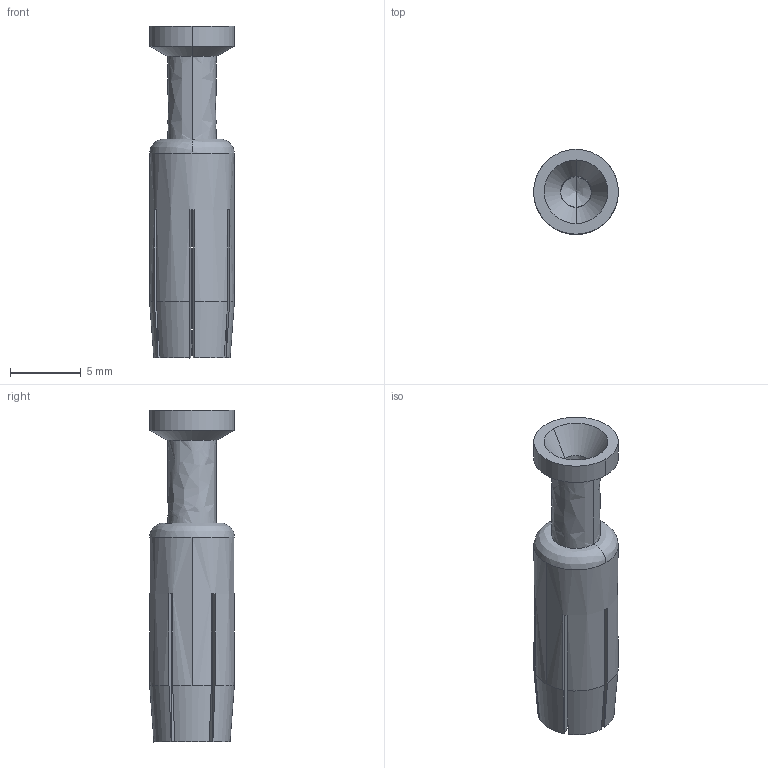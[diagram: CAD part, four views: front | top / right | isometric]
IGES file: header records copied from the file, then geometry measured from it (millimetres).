
Start section: Elysium IGES Interface
Global section: file name: CXFA 2.5.igs; native system: Creo Elements/Direct Modeling 17.0D  15-Jul-2011; preprocessor: Creo Element/Direct IGES_3D V2.2; author: Unknown; organization: Unknown; date: 20120719.114933; units: millimetre
Bounding box: 6 x 6 x 23.5 mm (x, y, z)
Volume: 325 mm3; surface area: 752.9 mm2
Topology: 1 solids, 1 shells, 87 faces, 230 edges, 140 vertices
Faces by surface type: bspline 87
